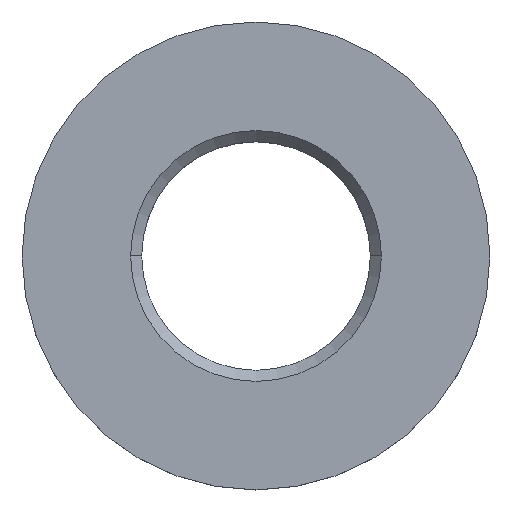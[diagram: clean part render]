
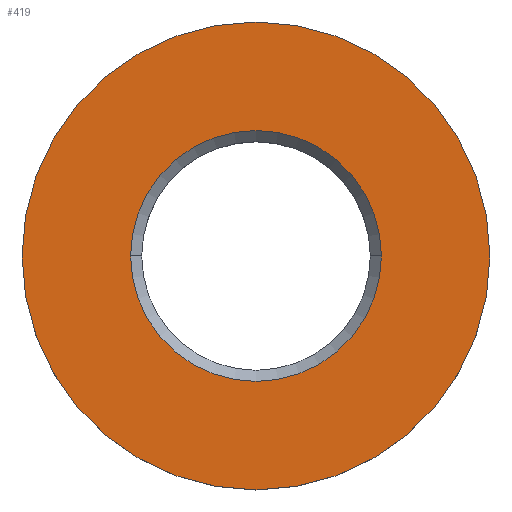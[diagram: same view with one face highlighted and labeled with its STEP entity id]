
A CAD part, top view. The second image highlights one B-rep face of the part: STEP entity #419.
In plain terms, the highlighted planar face has unit normal (0, 0, 1).
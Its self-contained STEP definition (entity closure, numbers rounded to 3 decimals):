
#7 = ORIENTED_EDGE ( 'NONE', *, *, #393, .T. ) ;
#8 = CARTESIAN_POINT ( 'NONE',  ( 5.63, 0., 0. ) ) ;
#16 = ORIENTED_EDGE ( 'NONE', *, *, #45, .T. ) ;
#17 = DIRECTION ( 'NONE',  ( 0., 0., -1. ) ) ;
#19 = AXIS2_PLACEMENT_3D ( 'NONE', #119, #82, #115 ) ;
#32 = FACE_OUTER_BOUND ( 'NONE', #87, .T. ) ;
#45 = EDGE_CURVE ( 'NONE', #343, #183, #313, .T. ) ;
#48 = AXIS2_PLACEMENT_3D ( 'NONE', #243, #17, #210 ) ;
#68 = EDGE_LOOP ( 'NONE', ( #81, #7 ) ) ;
#81 = ORIENTED_EDGE ( 'NONE', *, *, #248, .T. ) ;
#82 = DIRECTION ( 'NONE',  ( 0., 0., -1. ) ) ;
#87 = EDGE_LOOP ( 'NONE', ( #113, #16 ) ) ;
#98 = CIRCLE ( 'NONE', #236, 10.5 ) ;
#107 = DIRECTION ( 'NONE',  ( 1., 0., 0. ) ) ;
#113 = ORIENTED_EDGE ( 'NONE', *, *, #157, .T. ) ;
#115 = DIRECTION ( 'NONE',  ( -1., 0., 0. ) ) ;
#119 = CARTESIAN_POINT ( 'NONE',  ( 0., 0., 0. ) ) ;
#127 = DIRECTION ( 'NONE',  ( 1., 0., 0. ) ) ;
#130 = DIRECTION ( 'NONE',  ( 0., 0., -1. ) ) ;
#157 = EDGE_CURVE ( 'NONE', #183, #343, #98, .T. ) ;
#179 = CARTESIAN_POINT ( 'NONE',  ( -5.63, 0., 0. ) ) ;
#183 = VERTEX_POINT ( 'NONE', #370 ) ;
#210 = DIRECTION ( 'NONE',  ( -1., 0., 0. ) ) ;
#235 = CARTESIAN_POINT ( 'NONE',  ( 0., 0., 0. ) ) ;
#236 = AXIS2_PLACEMENT_3D ( 'NONE', #341, #371, #107 ) ;
#242 = PLANE ( 'NONE',  #48 ) ;
#243 = CARTESIAN_POINT ( 'NONE',  ( 0., 10.5, 0. ) ) ;
#248 = EDGE_CURVE ( 'NONE', #285, #346, #256, .T. ) ;
#256 = CIRCLE ( 'NONE', #283, 5.63 ) ;
#262 = AXIS2_PLACEMENT_3D ( 'NONE', #289, #325, #127 ) ;
#283 = AXIS2_PLACEMENT_3D ( 'NONE', #235, #130, #365 ) ;
#285 = VERTEX_POINT ( 'NONE', #8 ) ;
#289 = CARTESIAN_POINT ( 'NONE',  ( 0., 0., 0. ) ) ;
#313 = CIRCLE ( 'NONE', #262, 10.5 ) ;
#325 = DIRECTION ( 'NONE',  ( 0., 0., 1. ) ) ;
#333 = FACE_BOUND ( 'NONE', #68, .T. ) ;
#341 = CARTESIAN_POINT ( 'NONE',  ( 0., 0., 0. ) ) ;
#343 = VERTEX_POINT ( 'NONE', #420 ) ;
#346 = VERTEX_POINT ( 'NONE', #179 ) ;
#365 = DIRECTION ( 'NONE',  ( -1., 0., 0. ) ) ;
#370 = CARTESIAN_POINT ( 'NONE',  ( 10.5, 0., 0. ) ) ;
#371 = DIRECTION ( 'NONE',  ( 0., 0., 1. ) ) ;
#381 = CIRCLE ( 'NONE', #19, 5.63 ) ;
#393 = EDGE_CURVE ( 'NONE', #346, #285, #381, .T. ) ;
#419 = ADVANCED_FACE ( 'NONE', ( #333, #32 ), #242, .F. ) ;
#420 = CARTESIAN_POINT ( 'NONE',  ( -10.5, 0., 0. ) ) ;
